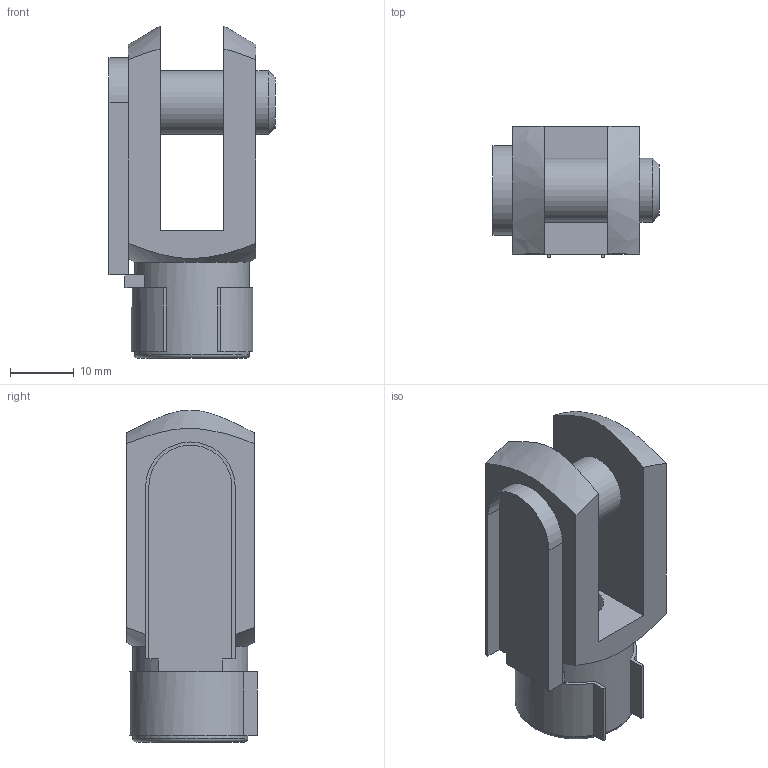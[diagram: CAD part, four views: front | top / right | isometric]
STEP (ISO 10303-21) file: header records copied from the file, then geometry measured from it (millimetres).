
FILE_DESCRIPTION(/* description */ (''),/* implementation_level */ '2;1');
FILE_NAME(/* name */ 'C-E-RC-032.stp',/* time_stamp */ '2016-01-11T11:24:49+01:00',/* author */ (''),/* organization */ (''),/* preprocessor_version */ 'ST-DEVELOPER v15.2',/* originating_system */ 'Autodesk Translator Framework v2.0.0.5431',/* authorisation */ '');
FILE_SCHEMA (('AUTOMOTIVE_DESIGN { 1 0 10303 214 3 1 1 }'));
Length unit declared in the file: centimetre
Products named in the file (1): (Unsaved)
Bounding box: 26 x 20.5 x 52 mm (x, y, z)
Volume: 12022 mm3; surface area: 6241.8 mm2
Topology: 1 solids, 1 shells, 258 faces, 730 edges, 484 vertices
Faces by surface type: bspline 123, plane 122, cylinder 7, cone 5, torus 1
Full cylindrical faces by diameter (mm): 8.647 x1, 10 x2, 18 x1
Entity records: 9350 total; most frequent: CARTESIAN_POINT 3573, ORIENTED_EDGE 1432, DIRECTION 751, EDGE_CURVE 716, VERTEX_POINT 479, LINE 433, VECTOR 433, EDGE_LOOP 283
